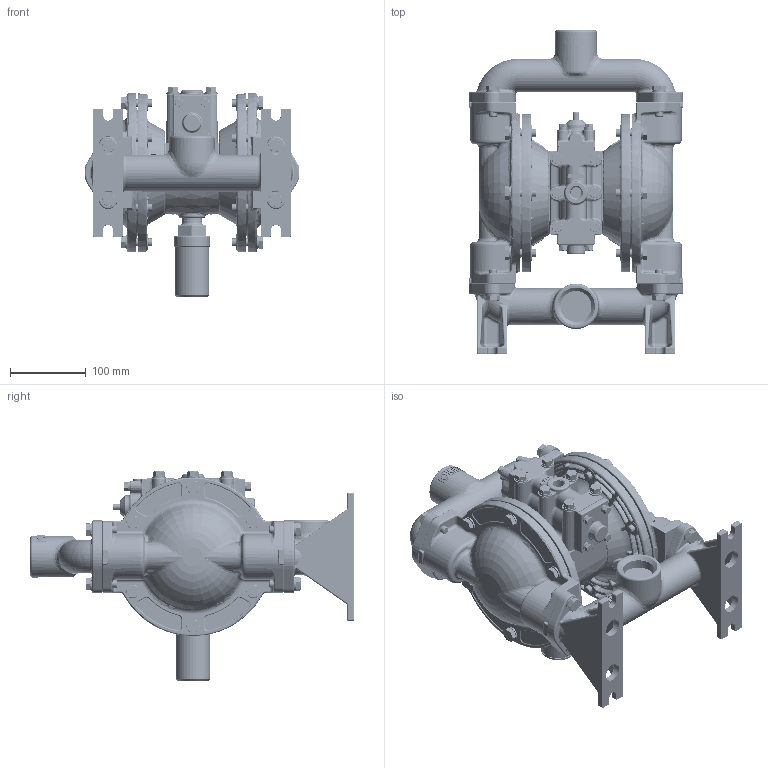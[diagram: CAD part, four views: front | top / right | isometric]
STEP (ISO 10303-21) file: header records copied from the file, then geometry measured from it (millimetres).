
FILE_DESCRIPTION (( 'STEP AP203' ), '1' );
FILE_NAME ('Yamada_NDP-32BAN.STEP', '2023-07-26T14:20:47', ( '' ), ( '' ), 'SwSTEP 2.0', 'SolidWorks 2023', '' );
FILE_SCHEMA (( 'CONFIG_CONTROL_DESIGN' ));
Length unit declared in the file: millimetre
Products named in the file (1): Yamada_NDP-32BAN
Bounding box: 284.1 x 428.6 x 277 mm (x, y, z)
Volume: 6704865.9 mm3; surface area: 609428.7 mm2
Topology: 1 solids, 5 shells, 5739 faces, 14002 edges, 8224 vertices
Faces by surface type: bspline 1628, plane 1556, cylinder 915, cone 859, torus 688, sphere 93
Entity records: 279454 total; most frequent: CARTESIAN_POINT 158345, ORIENTED_EDGE 27764, DIRECTION 22404, EDGE_CURVE 13882, AXIS2_PLACEMENT_3D 9376, VERTEX_POINT 8224, EDGE_LOOP 5910, FACE_OUTER_BOUND 5739
